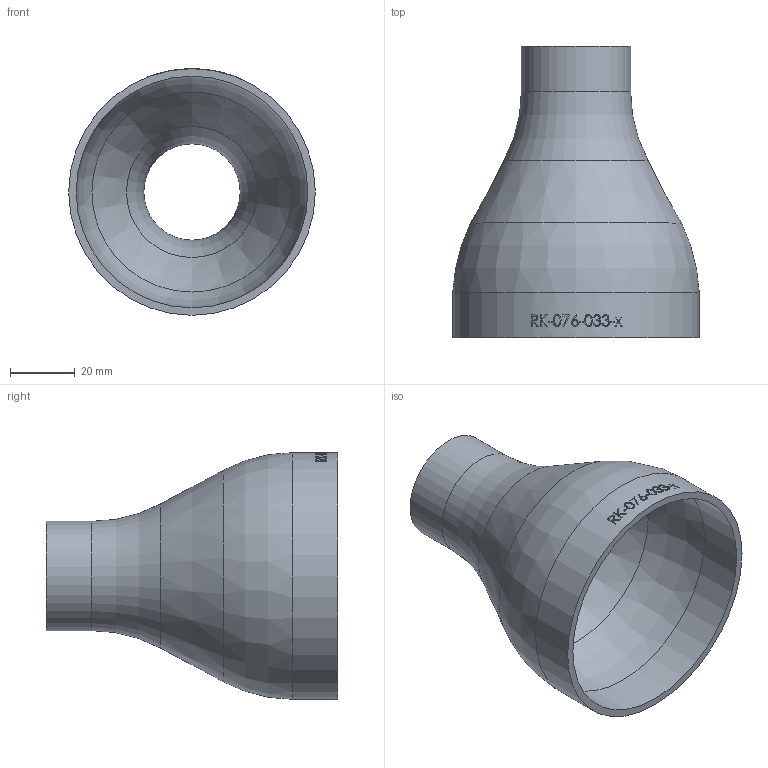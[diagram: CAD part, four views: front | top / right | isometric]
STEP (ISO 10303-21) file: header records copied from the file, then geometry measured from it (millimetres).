
FILE_DESCRIPTION (( 'STEP AP214' ), '1' );
FILE_NAME ('RK-076-033-x Reduzierung 76,1x33,7x2,3x2,0 BL90 1909.STEP', '2019-09-09T14:03:49', ( '' ), ( '' ), 'SwSTEP 2.0', 'SolidWorks 2016', '' );
FILE_SCHEMA (( 'AUTOMOTIVE_DESIGN' ));
Length unit declared in the file: millimetre
Products named in the file (1): RK-076-033-x Reduzierung 76,1x33,7x2,3x2,0 BL90 1909
Bounding box: 76.1 x 90 x 76.1 mm (x, y, z)
Volume: 34215.6 mm3; surface area: 31955.8 mm2
Topology: 1 solids, 1 shells, 149 faces, 385 edges, 254 vertices
Faces by surface type: bspline 81, plane 42, cylinder 20, torus 4, cone 2
Full cylindrical faces by diameter (mm): 29.7 x1, 33.7 x1, 71.5 x1, 76.1 x1
Entity records: 16214 total; most frequent: CARTESIAN_POINT 11808, ORIENTED_EDGE 750, EDGE_CURVE 375, DIRECTION 315, B_SPLINE_CURVE_WITH_KNOTS 260, VERTEX_POINT 254, EDGE_LOOP 177, FACE_OUTER_BOUND 157
